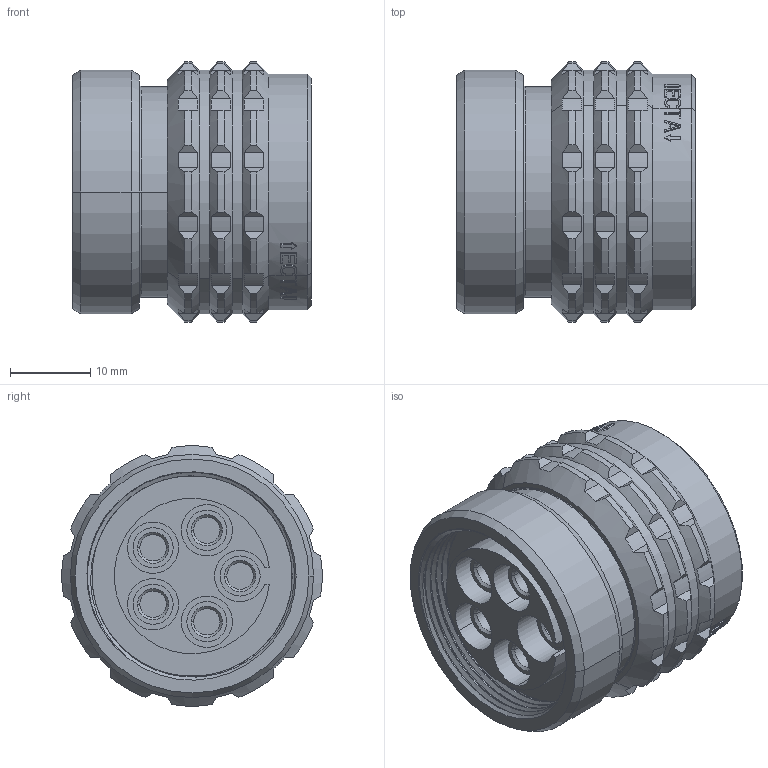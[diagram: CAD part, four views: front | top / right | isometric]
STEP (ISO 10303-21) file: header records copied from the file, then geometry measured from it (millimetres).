
FILE_DESCRIPTION((''),'2;1');
FILE_NAME('1331M405MZ','2022-01-10T11:39:45',('cgregory'),('NET AG system integration'),'CREO PARAMETRIC BY PTC INC, 2019292','CREO PARAMETRIC BY PTC INC, 2019292','');
FILE_SCHEMA(('AUTOMOTIVE_DESIGN { 1 0 10303 214 1 1 1 1 }'));
Length unit declared in the file: millimetre
Products named in the file (1): 1331M405MZ
Bounding box: 29.8 x 32.46 x 32.46 mm (x, y, z)
Volume: 17457.6 mm3; surface area: 7940.5 mm2
Topology: 1 solids, 1 shells, 639 faces, 1702 edges, 1114 vertices
Faces by surface type: plane 394, cylinder 169, cone 49, bspline 16, torus 11
Entity records: 32006 total; most frequent: CARTESIAN_POINT 11760, ORIENTED_EDGE 3404, DIRECTION 3061, EDGE_CURVE 1702, VERTEX_POINT 1114, AXIS2_PLACEMENT_3D 1103, VECTOR 852, LINE 852
